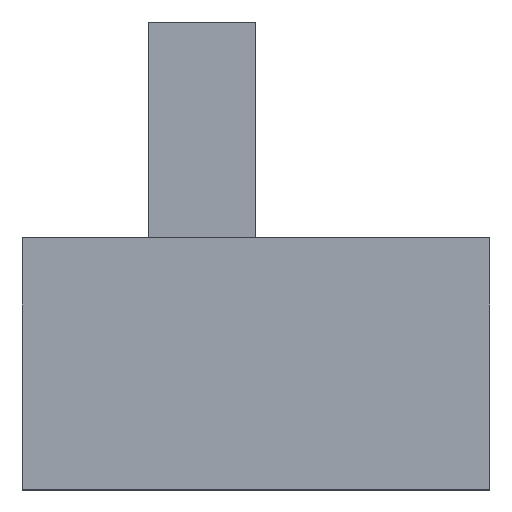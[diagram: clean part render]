
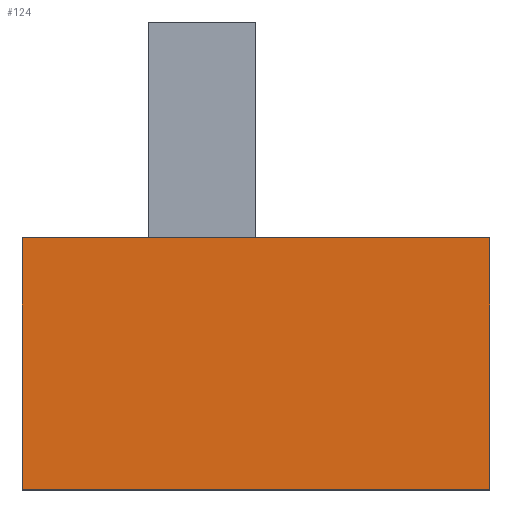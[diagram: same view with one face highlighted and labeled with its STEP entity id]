
A CAD part, top view. The second image highlights one B-rep face of the part: STEP entity #124.
In plain terms, the highlighted planar face has unit normal (0, 0, 1).
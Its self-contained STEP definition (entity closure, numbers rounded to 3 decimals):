
#34 = DIRECTION ( 'NONE',  ( 0., -1., 0. ) ) ;
#43 = ORIENTED_EDGE ( 'NONE', *, *, #282, .T. ) ;
#48 = CARTESIAN_POINT ( 'NONE',  ( 6.5, 3.5, 6. ) ) ;
#59 = EDGE_CURVE ( 'NONE', #192, #217, #61, .T. ) ;
#61 = LINE ( 'NONE', #389, #364 ) ;
#69 = EDGE_CURVE ( 'NONE', #329, #186, #144, .T. ) ;
#124 = ADVANCED_FACE ( 'NONE', ( #401 ), #506, .T. ) ;
#144 = LINE ( 'NONE', #48, #459 ) ;
#166 = CARTESIAN_POINT ( 'NONE',  ( 6.5, -3.5, 6. ) ) ;
#174 = ORIENTED_EDGE ( 'NONE', *, *, #59, .T. ) ;
#186 = VERTEX_POINT ( 'NONE', #319 ) ;
#192 = VERTEX_POINT ( 'NONE', #445 ) ;
#203 = ORIENTED_EDGE ( 'NONE', *, *, #69, .T. ) ;
#217 = VERTEX_POINT ( 'NONE', #336 ) ;
#224 = DIRECTION ( 'NONE',  ( 1., 0., 0. ) ) ;
#240 = VECTOR ( 'NONE', #224, 1000. ) ;
#267 = LINE ( 'NONE', #412, #240 ) ;
#271 = AXIS2_PLACEMENT_3D ( 'NONE', #426, #272, #463 ) ;
#272 = DIRECTION ( 'NONE',  ( 0., 0., 1. ) ) ;
#276 = ORIENTED_EDGE ( 'NONE', *, *, #379, .T. ) ;
#282 = EDGE_CURVE ( 'NONE', #217, #329, #267, .T. ) ;
#319 = CARTESIAN_POINT ( 'NONE',  ( 6.5, 3.5, 6. ) ) ;
#329 = VERTEX_POINT ( 'NONE', #166 ) ;
#331 = DIRECTION ( 'NONE',  ( 0., 1., 0. ) ) ;
#336 = CARTESIAN_POINT ( 'NONE',  ( -6.5, -3.5, 6. ) ) ;
#364 = VECTOR ( 'NONE', #34, 1000. ) ;
#379 = EDGE_CURVE ( 'NONE', #186, #192, #391, .T. ) ;
#389 = CARTESIAN_POINT ( 'NONE',  ( -6.5, 3.5, 6. ) ) ;
#391 = LINE ( 'NONE', #410, #402 ) ;
#401 = FACE_OUTER_BOUND ( 'NONE', #430, .T. ) ;
#402 = VECTOR ( 'NONE', #408, 1000. ) ;
#408 = DIRECTION ( 'NONE',  ( -1., 0., 0. ) ) ;
#410 = CARTESIAN_POINT ( 'NONE',  ( -6.5, 3.5, 6. ) ) ;
#412 = CARTESIAN_POINT ( 'NONE',  ( -6.5, -3.5, 6. ) ) ;
#426 = CARTESIAN_POINT ( 'NONE',  ( 0., 0., 6. ) ) ;
#430 = EDGE_LOOP ( 'NONE', ( #203, #276, #174, #43 ) ) ;
#445 = CARTESIAN_POINT ( 'NONE',  ( -6.5, 3.5, 6. ) ) ;
#459 = VECTOR ( 'NONE', #331, 1000. ) ;
#463 = DIRECTION ( 'NONE',  ( 1., 0., 0. ) ) ;
#506 = PLANE ( 'NONE',  #271 ) ;
